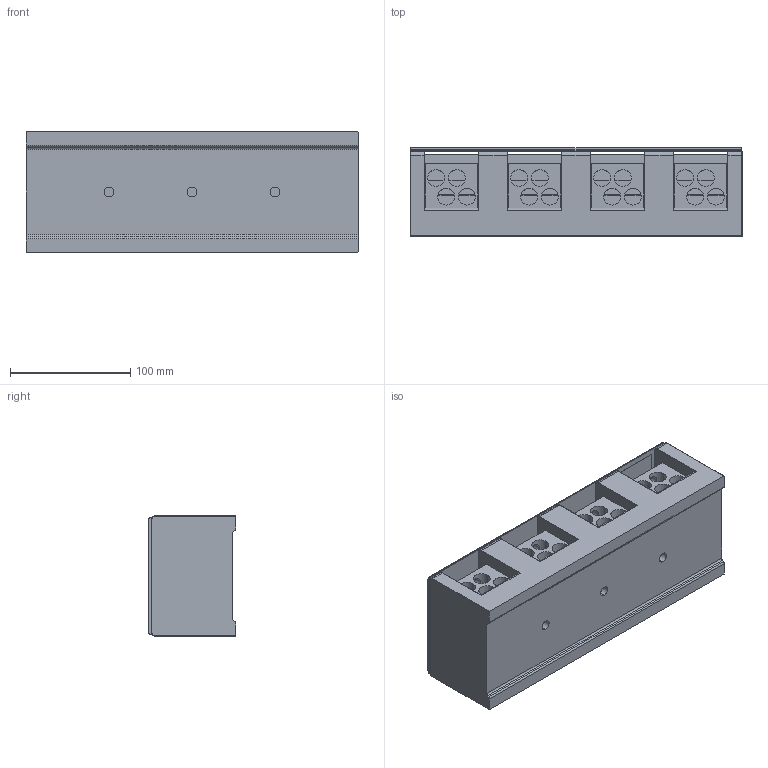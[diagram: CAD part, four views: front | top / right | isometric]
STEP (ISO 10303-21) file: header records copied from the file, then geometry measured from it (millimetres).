
FILE_DESCRIPTION((''),'2;1');
FILE_NAME('123','2023-01-03T',('Administrator'),(''),'PRO/ENGINEER BY PARAMETRIC TECHNOLOGY CORPORATION, 2013230','PRO/ENGINEER BY PARAMETRIC TECHNOLOGY CORPORATION, 2013230','');
FILE_SCHEMA(('CONFIG_CONTROL_DESIGN'));
Products named in the file (1): 123
Bounding box: 276 x 73 x 100 mm (x, y, z)
Volume: 1296832.9 mm3; surface area: 274529.3 mm2
Topology: 5 solids, 5 shells, 1905 faces, 5240 edges, 3384 vertices
Faces by surface type: plane 1337, cylinder 300, bspline 176, torus 44, cone 32, sphere 16
Entity records: 82631 total; most frequent: CARTESIAN_POINT 21729, ORIENTED_EDGE 10432, DIRECTION 8798, EDGE_CURVE 5216, VECTOR 4100, LINE 4100, VERTEX_POINT 3384, AXIS2_PLACEMENT_3D 2349
